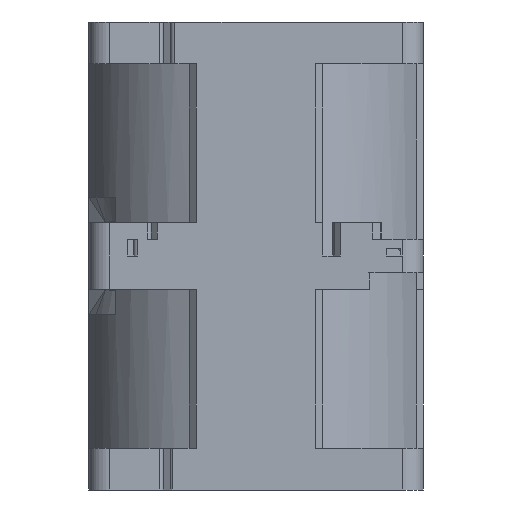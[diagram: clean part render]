
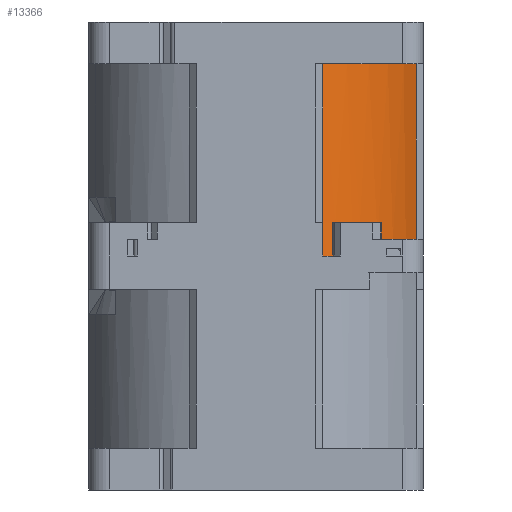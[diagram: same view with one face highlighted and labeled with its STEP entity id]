
A CAD part, front view. The second image highlights one B-rep face of the part: STEP entity #13366.
In plain terms, the highlighted cylindrical face has radius 20.75 mm (diameter 41.5 mm), a partial arc.
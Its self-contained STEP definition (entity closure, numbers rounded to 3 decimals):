
#3208=CARTESIAN_POINT('',(20.,20.,-2.));
#3209=DIRECTION('',(0.,0.,1.));
#3210=DIRECTION('',(0.6,-0.8,0.));
#3211=AXIS2_PLACEMENT_3D('',#3208,#3209,#3210);
#3263=DIRECTION('',(0.,0.,-1.));
#3264=VECTOR('',#3263,2.);
#3265=CARTESIAN_POINT('',(32.454,3.403,
0.));
#3266=LINE('',#3265,#3264);
#3275=CARTESIAN_POINT('',(20.,20.,0.));
#3276=DIRECTION('',(0.,0.,1.));
#3277=DIRECTION('',(0.457,-0.89,0.));
#3278=AXIS2_PLACEMENT_3D('',#3275,#3276,#3277);
#3307=DIRECTION('',(0.,0.,1.));
#3308=VECTOR('',#3307,4.);
#3309=CARTESIAN_POINT('',(28.,0.854,-4.));
#3310=LINE('',#3309,#3308);
#3311=DIRECTION('',(0.,0.,1.));
#3312=VECTOR('',#3311,19.);
#3313=CARTESIAN_POINT('',(28.,0.854,0.));
#3314=LINE('',#3313,#3312);
#3315=DIRECTION('',(0.,0.,-1.));
#3316=VECTOR('',#3315,21.);
#3317=CARTESIAN_POINT('',(39.146,12.,19.));
#3318=LINE('',#3317,#3316);
#3319=DIRECTION('',(0.,0.,-1.));
#3320=VECTOR('',#3319,4.);
#3321=CARTESIAN_POINT('',(29.481,1.543,
0.));
#3322=LINE('',#3321,#3320);
#3323=CARTESIAN_POINT('',(20.,20.,-4.));
#3324=DIRECTION('',(0.,0.,1.));
#3325=DIRECTION('',(0.386,-0.923,0.));
#3326=AXIS2_PLACEMENT_3D('',#3323,#3324,#3325);
#3353=CARTESIAN_POINT('',(20.,20.,19.));
#3354=DIRECTION('',(0.,0.,-1.));
#3355=DIRECTION('',(0.923,-0.386,0.));
#3356=AXIS2_PLACEMENT_3D('',#3353,#3354,#3355);
#8733=CARTESIAN_POINT('',(32.454,3.403,-2.));
#8735=VERTEX_POINT('',#8733);
#8736=CARTESIAN_POINT('',(39.146,12.,-2.));
#8737=VERTEX_POINT('',#8736);
#8754=CARTESIAN_POINT('',(32.454,3.403,
0.));
#8755=VERTEX_POINT('',#8754);
#8758=CARTESIAN_POINT('',(29.481,1.543,
0.));
#8759=VERTEX_POINT('',#8758);
#8762=CARTESIAN_POINT('',(28.,0.854,-4.));
#8763=CARTESIAN_POINT('',(29.481,1.543,-4.));
#8764=VERTEX_POINT('',#8762);
#8765=VERTEX_POINT('',#8763);
#8766=CARTESIAN_POINT('',(28.,0.854,0.));
#8767=VERTEX_POINT('',#8766);
#8768=CARTESIAN_POINT('',(28.,0.854,19.));
#8769=VERTEX_POINT('',#8768);
#8770=CARTESIAN_POINT('',(39.146,12.,19.));
#8771=VERTEX_POINT('',#8770);
#13344=CARTESIAN_POINT('',(20.,20.,-4.46));
#13345=DIRECTION('',(0.,0.,1.));
#13346=DIRECTION('',(-1.,0.,0.));
#13347=AXIS2_PLACEMENT_3D('',#13344,#13345,#13346);
#13348=CYLINDRICAL_SURFACE('',#13347,20.75);
#13350=ORIENTED_EDGE('',*,*,#13349,.F.);
#13352=ORIENTED_EDGE('',*,*,#13351,.T.);
#13354=ORIENTED_EDGE('',*,*,#13353,.T.);
#13356=ORIENTED_EDGE('',*,*,#13355,.F.);
#13358=ORIENTED_EDGE('',*,*,#13357,.T.);
#13359=ORIENTED_EDGE('',*,*,#13256,.F.);
#13360=ORIENTED_EDGE('',*,*,#13293,.F.);
#13361=ORIENTED_EDGE('',*,*,#13330,.F.);
#13363=ORIENTED_EDGE('',*,*,#13362,.T.);
#13364=EDGE_LOOP('',(#13350,#13352,#13354,#13356,#13358,#13359,#13360,#13361,
#13363));
#13365=FACE_OUTER_BOUND('',#13364,.F.);
#13366=ADVANCED_FACE('',(#13365),#13348,.T.);
#3212=CIRCLE('',#3211,20.75);
#3279=CIRCLE('',#3278,20.75);
#3327=CIRCLE('',#3326,20.75);
#3357=CIRCLE('',#3356,20.75);
#13256=EDGE_CURVE('',#8735,#8737,#3212,.T.);
#13293=EDGE_CURVE('',#8755,#8735,#3266,.T.);
#13330=EDGE_CURVE('',#8759,#8755,#3279,.T.);
#13349=EDGE_CURVE('',#8764,#8765,#3327,.T.);
#13351=EDGE_CURVE('',#8764,#8767,#3310,.T.);
#13353=EDGE_CURVE('',#8767,#8769,#3314,.T.);
#13355=EDGE_CURVE('',#8771,#8769,#3357,.T.);
#13357=EDGE_CURVE('',#8771,#8737,#3318,.T.);
#13362=EDGE_CURVE('',#8759,#8765,#3322,.T.);
